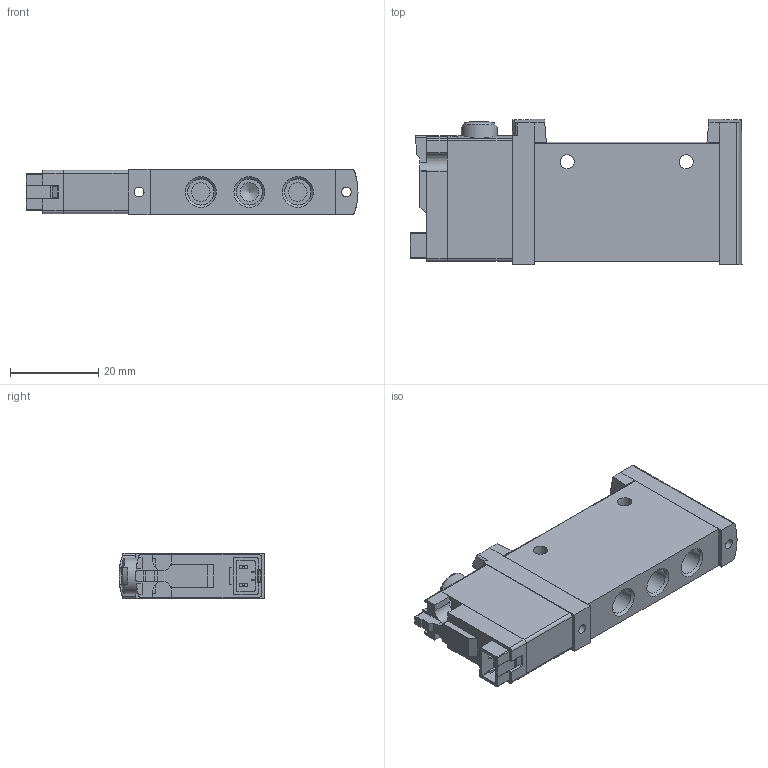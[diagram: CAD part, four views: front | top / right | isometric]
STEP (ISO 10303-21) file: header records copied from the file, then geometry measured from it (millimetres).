
FILE_DESCRIPTION(/* description */ ('STEP AP214'),/* implementation_level */ '2;1');
FILE_NAME(/* name */ '8164348_VUVG-L10-M52-MT-M7-1H2L-F1A',/* time_stamp */ '2024-09-17T14:21:17+02:00',/* author */ ('License CC BY-ND 4.0'),/* organization */ ('CADENAS'),/* preprocessor_version */ 'ST-DEVELOPER v19.3',/* originating_system */ 'PARTsolutions',/* authorisation */ ' ');
FILE_SCHEMA (('AUTOMOTIVE_DESIGN {1 0 10303 214 3 1 1}'));
Length unit declared in the file: millimetre
Products named in the file (3): 8164348 VUVG-L10-M52-MT-M7-1H2L-F1A; 564212 VUVG-L-10-M52-M-T-M7--1H2--L---F1A---(G); 3779382 VUVG-LK-IP40
Assembly tree (2 placements, depth 2):
  8164348 VUVG-L10-M52-MT-M7-1H2L-F1A
    564212 VUVG-L-10-M52-M-T-M7--1H2--L---F1A---(G)
    3779382 VUVG-LK-IP40
Bounding box: 75.3 x 33.1 x 10.25 mm (x, y, z)
Volume: 18216.4 mm3; surface area: 9297.6 mm2
Topology: 2 solids, 2 shells, 329 faces, 896 edges, 591 vertices
Faces by surface type: plane 244, cylinder 70, cone 11, torus 3, sphere 1
Full cylindrical faces by diameter (mm): 3 x2, 3.2 x2, 3.8 x1, 3.9 x1, 4.2 x3, 5.917 x5, 8.1 x1
Entity records: 10305 total; most frequent: CARTESIAN_POINT 1860, ORIENTED_EDGE 1722, DIRECTION 1718, EDGE_CURVE 861, LINE 630, VECTOR 630, VERTEX_POINT 583, AXIS2_PLACEMENT_3D 544
